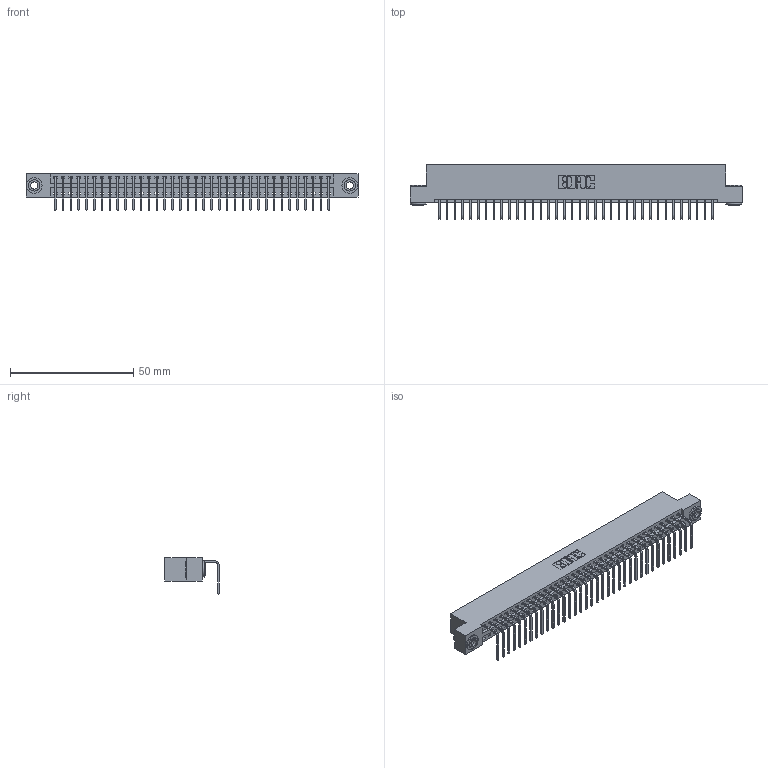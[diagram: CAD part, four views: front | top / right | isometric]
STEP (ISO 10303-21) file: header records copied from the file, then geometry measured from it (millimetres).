
FILE_DESCRIPTION (( 'STEP AP203' ), '1' );
FILE_NAME ('346-036-558-103.STEP', '2022-05-07T01:29:49', ( '' ), ( '' ), 'SwSTEP 2.0', 'SolidWorks 2020', '' );
FILE_SCHEMA (( 'CONFIG_CONTROL_DESIGN' ));
Length unit declared in the file: inch
Products named in the file (4): 346-036-558-103; 345-292-001_558 Tail - 2; 345-250-002_345-250-002-102; 346 Part_Flush Mounting Lugs - 0.156 Dia-TH
Assembly tree (39 placements, depth 2):
  346-036-558-103
    346 Part_Flush Mounting Lugs - 0.156 Dia-TH
    345-292-001_558 Tail - 2  x36
    345-250-002_345-250-002-102  x2
Bounding box: 134.87 x 22.16 x 14.73 mm (x, y, z)
Volume: 12990.3 mm3; surface area: 17138.5 mm2
Topology: 39 solids, 39 shells, 2334 faces, 6993 edges, 4610 vertices
Faces by surface type: plane 1612, cylinder 714, cone 8
Entity records: 24300 total; most frequent: CARTESIAN_POINT 4149, ORIENTED_EDGE 4110, DIRECTION 3697, EDGE_CURVE 2055, LINE 1755, VECTOR 1755, VERTEX_POINT 1366, AXIS2_PLACEMENT_3D 971
